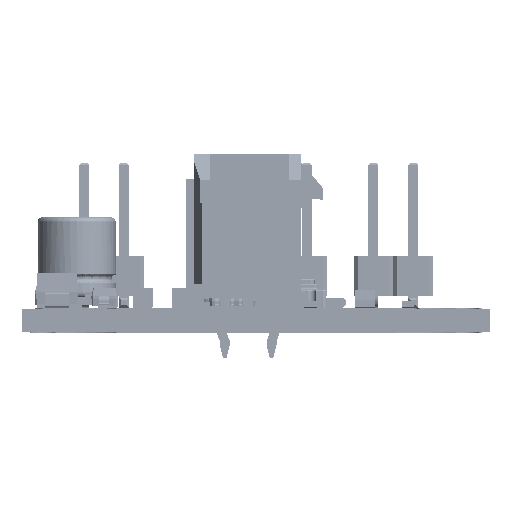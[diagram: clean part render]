
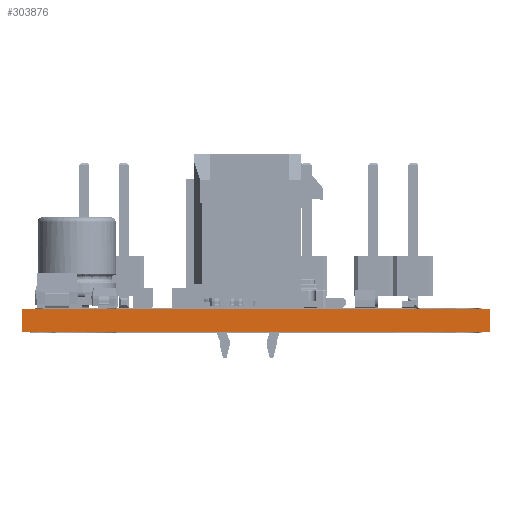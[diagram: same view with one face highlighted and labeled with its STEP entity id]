
A CAD part, left-side view. The second image highlights one B-rep face of the part: STEP entity #303876.
In plain terms, the highlighted planar face has unit normal (-1, 0, 0).
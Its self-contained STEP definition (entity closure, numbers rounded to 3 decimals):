
#303820 = VERTEX_POINT('',#303821);
#303821 = CARTESIAN_POINT('',(131.5,-123.,1.49));
#303827 = EDGE_CURVE('',#303828,#303820,#303830,.T.);
#303828 = VERTEX_POINT('',#303829);
#303829 = CARTESIAN_POINT('',(131.5,-123.,0.));
#303830 = LINE('',#303831,#303832);
#303831 = CARTESIAN_POINT('',(131.5,-123.,0.));
#303832 = VECTOR('',#303833,1.);
#303833 = DIRECTION('',(0.,0.,1.));
#303876 = ADVANCED_FACE('',(#303877),#303902,.T.);
#303877 = FACE_BOUND('',#303878,.T.);
#303878 = EDGE_LOOP('',(#303879,#303880,#303888,#303896));
#303879 = ORIENTED_EDGE('',*,*,#303827,.T.);
#303880 = ORIENTED_EDGE('',*,*,#303881,.T.);
#303881 = EDGE_CURVE('',#303820,#303882,#303884,.T.);
#303882 = VERTEX_POINT('',#303883);
#303883 = CARTESIAN_POINT('',(131.5,-93.,1.49));
#303884 = LINE('',#303885,#303886);
#303885 = CARTESIAN_POINT('',(131.5,-123.,1.49));
#303886 = VECTOR('',#303887,1.);
#303887 = DIRECTION('',(0.,1.,0.));
#303888 = ORIENTED_EDGE('',*,*,#303889,.F.);
#303889 = EDGE_CURVE('',#303890,#303882,#303892,.T.);
#303890 = VERTEX_POINT('',#303891);
#303891 = CARTESIAN_POINT('',(131.5,-93.,0.));
#303892 = LINE('',#303893,#303894);
#303893 = CARTESIAN_POINT('',(131.5,-93.,0.));
#303894 = VECTOR('',#303895,1.);
#303895 = DIRECTION('',(0.,0.,1.));
#303896 = ORIENTED_EDGE('',*,*,#303897,.F.);
#303897 = EDGE_CURVE('',#303828,#303890,#303898,.T.);
#303898 = LINE('',#303899,#303900);
#303899 = CARTESIAN_POINT('',(131.5,-123.,0.));
#303900 = VECTOR('',#303901,1.);
#303901 = DIRECTION('',(0.,1.,0.));
#303902 = PLANE('',#303903);
#303903 = AXIS2_PLACEMENT_3D('',#303904,#303905,#303906);
#303904 = CARTESIAN_POINT('',(131.5,-123.,0.));
#303905 = DIRECTION('',(-1.,0.,0.));
#303906 = DIRECTION('',(0.,1.,0.));
